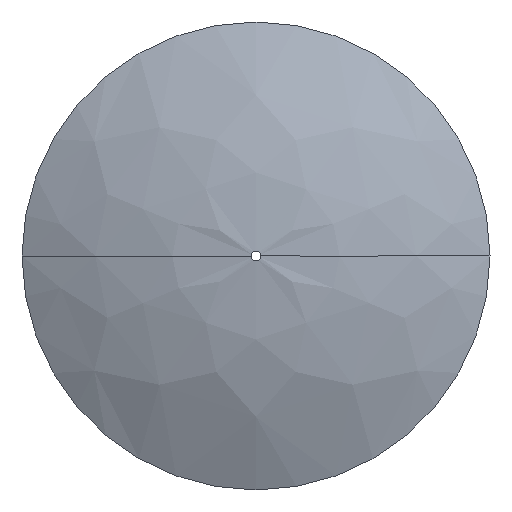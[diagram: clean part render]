
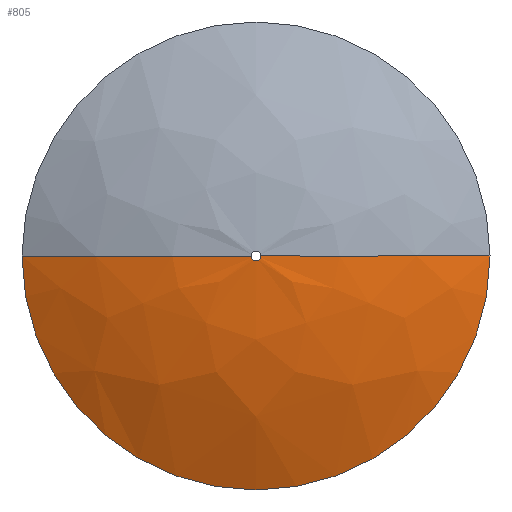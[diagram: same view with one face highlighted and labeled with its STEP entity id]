
A CAD part, left-side view. The second image highlights one B-rep face of the part: STEP entity #805.
In plain terms, the highlighted free-form (B-spline) face has degree [3, 3] with [4, 4] control points.
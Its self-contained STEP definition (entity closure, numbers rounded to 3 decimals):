
#10 = EDGE_CURVE ( 'NONE', #1096, #990, #951, .T. ) ;
#26 = CARTESIAN_POINT ( 'NONE',  ( 0., 0.05, 0. ) ) ;
#30 = ORIENTED_EDGE ( 'NONE', *, *, #435, .F. ) ;
#83 = DIRECTION ( 'NONE',  ( 1., 0., 0. ) ) ;
#91 = CARTESIAN_POINT ( 'NONE',  ( 0., 0., -0.05 ) ) ;
#134 = AXIS2_PLACEMENT_3D ( 'NONE', #1137, #383, #1263 ) ;
#142 = CARTESIAN_POINT ( 'NONE',  ( 0.212, -1.737, 0. ) ) ;
#182 = CIRCLE ( 'NONE', #1067, 5.508 ) ;
#202 = CIRCLE ( 'NONE', #474, 2.5 ) ;
#271 =( BOUNDED_SURFACE ( )  B_SPLINE_SURFACE ( 3, 3, ( 
 ( #1070, #584, #1466, #1222 ),
 ( #142, #1039, #275, #1158 ),
 ( #402, #1288, #535, #1423 ),
 ( #665, #1540, #784, #26 ) ),
 .UNSPECIFIED., .F., .F., .F. ) 
 B_SPLINE_SURFACE_WITH_KNOTS ( ( 4, 4 ),
 ( 4, 4 ),
 ( 0., 1. ),
 ( 0., 1. ),
 .UNSPECIFIED. ) 
 GEOMETRIC_REPRESENTATION_ITEM ( )  RATIONAL_B_SPLINE_SURFACE ( (
 ( 1., 0.333, 0.333, 1.),
 ( 0.982, 0.327, 0.327, 0.982),
 ( 0.982, 0.327, 0.327, 0.982),
 ( 1., 0.333, 0.333, 1.) ) ) 
 REPRESENTATION_ITEM ( '' )  SURFACE ( )  );
#275 = CARTESIAN_POINT ( 'NONE',  ( 0.212, 1.737, -3.475 ) ) ;
#290 = VERTEX_POINT ( 'NONE', #635 ) ;
#299 = CARTESIAN_POINT ( 'NONE',  ( 0.6, 0., 0. ) ) ;
#302 = ORIENTED_EDGE ( 'NONE', *, *, #607, .T. ) ;
#306 = CIRCLE ( 'NONE', #134, 5.508 ) ;
#371 = AXIS2_PLACEMENT_3D ( 'NONE', #1486, #728, #1613 ) ;
#383 = DIRECTION ( 'NONE',  ( 0., 0., 1. ) ) ;
#402 = CARTESIAN_POINT ( 'NONE',  ( 0.008, -0.906, 0. ) ) ;
#427 = DIRECTION ( 'NONE',  ( 0., 0., -1. ) ) ;
#435 = EDGE_CURVE ( 'NONE', #990, #290, #306, .T. ) ;
#460 = CARTESIAN_POINT ( 'NONE',  ( 0.6, -2.5, 0. ) ) ;
#474 = AXIS2_PLACEMENT_3D ( 'NONE', #299, #1176, #427 ) ;
#532 = CIRCLE ( 'NONE', #899, 0.05 ) ;
#535 = CARTESIAN_POINT ( 'NONE',  ( 0.008, 0.906, -1.812 ) ) ;
#576 = VERTEX_POINT ( 'NONE', #1101 ) ;
#584 = CARTESIAN_POINT ( 'NONE',  ( 0.6, -2.5, -5. ) ) ;
#607 = EDGE_CURVE ( 'NONE', #1289, #290, #957, .T. ) ;
#635 = CARTESIAN_POINT ( 'NONE',  ( 0., 0.05, 0. ) ) ;
#665 = CARTESIAN_POINT ( 'NONE',  ( 0., -0.05, 0. ) ) ;
#723 = DIRECTION ( 'NONE',  ( 0., 0., -1. ) ) ;
#728 = DIRECTION ( 'NONE',  ( 1., 0., 0. ) ) ;
#754 = ORIENTED_EDGE ( 'NONE', *, *, #1213, .T. ) ;
#784 = CARTESIAN_POINT ( 'NONE',  ( 0., 0.05, -0.1 ) ) ;
#805 = ADVANCED_FACE ( 'NONE', ( #933 ), #271, .T. ) ;
#827 = CARTESIAN_POINT ( 'NONE',  ( 0.6, 0., -2.5 ) ) ;
#854 = EDGE_CURVE ( 'NONE', #1150, #1096, #202, .T. ) ;
#899 = AXIS2_PLACEMENT_3D ( 'NONE', #1062, #83, #972 ) ;
#933 = FACE_OUTER_BOUND ( 'NONE', #1634, .T. ) ;
#951 = CIRCLE ( 'NONE', #1202, 2.5 ) ;
#957 = CIRCLE ( 'NONE', #371, 0.05 ) ;
#972 = DIRECTION ( 'NONE',  ( 0., 1., 0. ) ) ;
#975 = DIRECTION ( 'NONE',  ( 1., 0., 0. ) ) ;
#988 = DIRECTION ( 'NONE',  ( 0., 0., -1. ) ) ;
#990 = VERTEX_POINT ( 'NONE', #1026 ) ;
#1026 = CARTESIAN_POINT ( 'NONE',  ( 0.6, 2.5, 0. ) ) ;
#1039 = CARTESIAN_POINT ( 'NONE',  ( 0.212, -1.737, -3.475 ) ) ;
#1062 = CARTESIAN_POINT ( 'NONE',  ( 0., 0., 0. ) ) ;
#1067 = AXIS2_PLACEMENT_3D ( 'NONE', #1484, #723, #1608 ) ;
#1070 = CARTESIAN_POINT ( 'NONE',  ( 0.6, -2.5, 0. ) ) ;
#1096 = VERTEX_POINT ( 'NONE', #827 ) ;
#1101 = CARTESIAN_POINT ( 'NONE',  ( 0., -0.05, 0. ) ) ;
#1137 = CARTESIAN_POINT ( 'NONE',  ( 5.508, 0., 0. ) ) ;
#1150 = VERTEX_POINT ( 'NONE', #460 ) ;
#1158 = CARTESIAN_POINT ( 'NONE',  ( 0.212, 1.737, 0. ) ) ;
#1176 = DIRECTION ( 'NONE',  ( 1., 0., 0. ) ) ;
#1194 = ORIENTED_EDGE ( 'NONE', *, *, #1244, .T. ) ;
#1202 = AXIS2_PLACEMENT_3D ( 'NONE', #1216, #975, #988 ) ;
#1213 = EDGE_CURVE ( 'NONE', #576, #1289, #532, .T. ) ;
#1216 = CARTESIAN_POINT ( 'NONE',  ( 0.6, 0., 0. ) ) ;
#1222 = CARTESIAN_POINT ( 'NONE',  ( 0.6, 2.5, 0. ) ) ;
#1244 = EDGE_CURVE ( 'NONE', #1150, #576, #182, .T. ) ;
#1263 = DIRECTION ( 'NONE',  ( 1., 0., 0. ) ) ;
#1288 = CARTESIAN_POINT ( 'NONE',  ( 0.008, -0.906, -1.812 ) ) ;
#1289 = VERTEX_POINT ( 'NONE', #91 ) ;
#1423 = CARTESIAN_POINT ( 'NONE',  ( 0.008, 0.906, 0. ) ) ;
#1451 = ORIENTED_EDGE ( 'NONE', *, *, #854, .F. ) ;
#1466 = CARTESIAN_POINT ( 'NONE',  ( 0.6, 2.5, -5. ) ) ;
#1484 = CARTESIAN_POINT ( 'NONE',  ( 5.508, 0., 0. ) ) ;
#1486 = CARTESIAN_POINT ( 'NONE',  ( 0., 0., 0. ) ) ;
#1540 = CARTESIAN_POINT ( 'NONE',  ( 0., -0.05, -0.1 ) ) ;
#1542 = ORIENTED_EDGE ( 'NONE', *, *, #10, .F. ) ;
#1608 = DIRECTION ( 'NONE',  ( 1., 0., 0. ) ) ;
#1613 = DIRECTION ( 'NONE',  ( 0., 1., 0. ) ) ;
#1634 = EDGE_LOOP ( 'NONE', ( #1451, #1194, #754, #302, #30, #1542 ) ) ;
